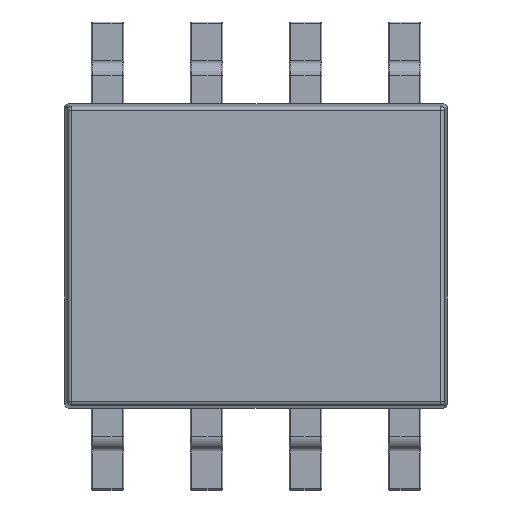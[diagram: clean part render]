
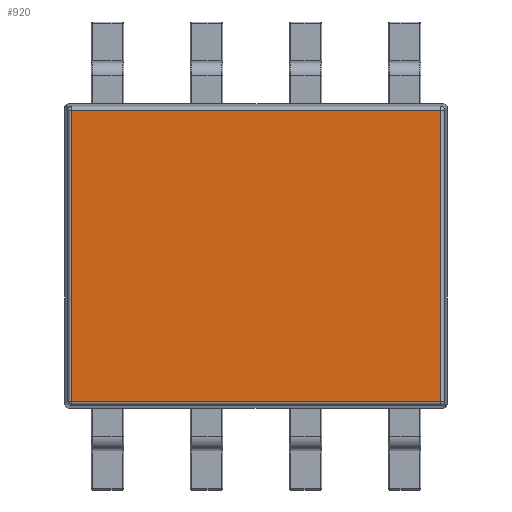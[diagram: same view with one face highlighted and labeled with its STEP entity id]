
A CAD part, top view. The second image highlights one B-rep face of the part: STEP entity #920.
In plain terms, the highlighted planar face has unit normal (0, 0, 1).
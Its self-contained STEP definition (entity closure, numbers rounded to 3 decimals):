
#920 = ADVANCED_FACE ( 'NONE', ( #8491 ), #8566, .T. ) ;
#921 = EDGE_LOOP ( 'NONE', ( #922, #926, #929, #932 ) ) ;
#922 = ORIENTED_EDGE ( 'NONE', *, *, #923, .F. ) ;
#923 = EDGE_CURVE ( 'NONE', #924, #925, #8562, .T. ) ;
#924 = VERTEX_POINT ( 'NONE', #8542 ) ;
#925 = VERTEX_POINT ( 'NONE', #8539 ) ;
#926 = ORIENTED_EDGE ( 'NONE', *, *, #927, .F. ) ;
#927 = EDGE_CURVE ( 'NONE', #928, #924, #8535, .T. ) ;
#928 = VERTEX_POINT ( 'NONE', #8530 ) ;
#929 = ORIENTED_EDGE ( 'NONE', *, *, #930, .F. ) ;
#930 = EDGE_CURVE ( 'NONE', #931, #928, #8621, .T. ) ;
#931 = VERTEX_POINT ( 'NONE', #8615 ) ;
#932 = ORIENTED_EDGE ( 'NONE', *, *, #933, .F. ) ;
#933 = EDGE_CURVE ( 'NONE', #925, #931, #8613, .T. ) ;
#8491 = FACE_OUTER_BOUND ( 'NONE', #921, .T. ) ;
#8530 = CARTESIAN_POINT ( 'NONE',  ( 2.367, -1.867, 0.425 ) ) ;
#8532 = DIRECTION ( 'NONE',  ( -1., 0., 0. ) ) ;
#8533 = VECTOR ( 'NONE', #8532, 1000. ) ;
#8534 = CARTESIAN_POINT ( 'NONE',  ( -2.45, -1.867, 0.425 ) ) ;
#8535 = LINE ( 'NONE', #8534, #8533 ) ;
#8539 = CARTESIAN_POINT ( 'NONE',  ( -2.367, 1.867, 0.425 ) ) ;
#8542 = CARTESIAN_POINT ( 'NONE',  ( -2.367, -1.867, 0.425 ) ) ;
#8545 = DIRECTION ( 'NONE',  ( 0., 1., 0. ) ) ;
#8547 = VECTOR ( 'NONE', #8545, 1000. ) ;
#8550 = CARTESIAN_POINT ( 'NONE',  ( -2.367, -1.95, 0.425 ) ) ;
#8556 = DIRECTION ( 'NONE',  ( 1., 0., 0. ) ) ;
#8558 = DIRECTION ( 'NONE',  ( 0., 0., 1. ) ) ;
#8559 = CARTESIAN_POINT ( 'NONE',  ( -2.45, -1.95, 0.425 ) ) ;
#8560 = AXIS2_PLACEMENT_3D ( 'NONE', #8559, #8558, #8556 ) ;
#8562 = LINE ( 'NONE', #8550, #8547 ) ;
#8566 = PLANE ( 'NONE',  #8560 ) ;
#8609 = DIRECTION ( 'NONE',  ( 1., 0., 0. ) ) ;
#8610 = VECTOR ( 'NONE', #8609, 1000. ) ;
#8611 = CARTESIAN_POINT ( 'NONE',  ( -2.45, 1.867, 0.425 ) ) ;
#8613 = LINE ( 'NONE', #8611, #8610 ) ;
#8615 = CARTESIAN_POINT ( 'NONE',  ( 2.367, 1.867, 0.425 ) ) ;
#8616 = DIRECTION ( 'NONE',  ( 0., -1., 0. ) ) ;
#8617 = VECTOR ( 'NONE', #8616, 1000. ) ;
#8619 = CARTESIAN_POINT ( 'NONE',  ( 2.367, -1.95, 0.425 ) ) ;
#8621 = LINE ( 'NONE', #8619, #8617 ) ;
